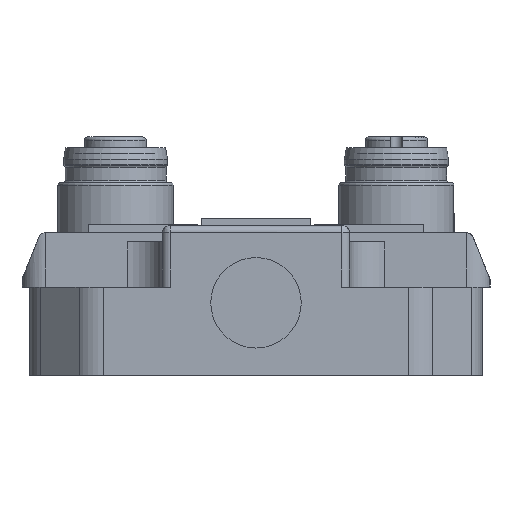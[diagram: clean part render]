
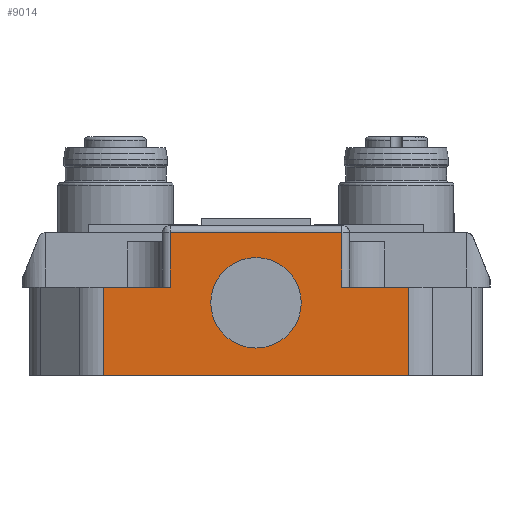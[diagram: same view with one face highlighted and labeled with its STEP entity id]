
A CAD part, left-side view. The second image highlights one B-rep face of the part: STEP entity #9014.
In plain terms, the highlighted planar face has unit normal (-1, 0, 0).
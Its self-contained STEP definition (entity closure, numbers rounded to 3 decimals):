
#721=FACE_BOUND($,#1570,.T.);
#987=FACE_OUTER_BOUND($,#1569,.T.);
#1569=EDGE_LOOP($,(#6318,#6319,#6320,#6321,#6322,#6323,#6324,#6325));
#1570=EDGE_LOOP($,(#6326));
#2421=CIRCLE($,#9608,5.8);
#2799=LINE($,#13382,#3511);
#2809=LINE($,#13417,#3521);
#2810=LINE($,#13419,#3522);
#2811=LINE($,#13421,#3523);
#2812=LINE($,#13423,#3524);
#2813=LINE($,#13425,#3525);
#2814=LINE($,#13427,#3526);
#2815=LINE($,#13428,#3527);
#3511=VECTOR($,#10628,39.);
#3521=VECTOR($,#10656,11.3);
#3522=VECTOR($,#10657,8.5);
#3523=VECTOR($,#10658,7.);
#3524=VECTOR($,#10659,22.);
#3525=VECTOR($,#10660,7.);
#3526=VECTOR($,#10661,8.5);
#3527=VECTOR($,#10662,11.3);
#4227=VERTEX_POINT($,#13379);
#4228=VERTEX_POINT($,#13381);
#4244=VERTEX_POINT($,#13416);
#4245=VERTEX_POINT($,#13418);
#4246=VERTEX_POINT($,#13420);
#4247=VERTEX_POINT($,#13422);
#4248=VERTEX_POINT($,#13424);
#4249=VERTEX_POINT($,#13426);
#4250=VERTEX_POINT($,#13429);
#5106=EDGE_CURVE($,#4227,#4228,#2799,.T.);
#5123=EDGE_CURVE($,#4244,#4227,#2809,.T.);
#5124=EDGE_CURVE($,#4245,#4244,#2810,.T.);
#5125=EDGE_CURVE($,#4246,#4245,#2811,.T.);
#5126=EDGE_CURVE($,#4247,#4246,#2812,.T.);
#5127=EDGE_CURVE($,#4248,#4247,#2813,.T.);
#5128=EDGE_CURVE($,#4248,#4249,#2814,.T.);
#5129=EDGE_CURVE($,#4249,#4228,#2815,.T.);
#5130=EDGE_CURVE($,#4250,#4250,#2421,.T.);
#6318=ORIENTED_EDGE($,*,*,#5123,.F.);
#6319=ORIENTED_EDGE($,*,*,#5124,.F.);
#6320=ORIENTED_EDGE($,*,*,#5125,.F.);
#6321=ORIENTED_EDGE($,*,*,#5126,.F.);
#6322=ORIENTED_EDGE($,*,*,#5127,.F.);
#6323=ORIENTED_EDGE($,*,*,#5128,.T.);
#6324=ORIENTED_EDGE($,*,*,#5129,.T.);
#6325=ORIENTED_EDGE($,*,*,#5106,.F.);
#6326=ORIENTED_EDGE($,*,*,#5130,.F.);
#8685=PLANE($,#9607);
#9014=ADVANCED_FACE($,(#987,#721),#8685,.T.);
#9607=AXIS2_PLACEMENT_3D($,#13415,#10654,#10655);
#9608=AXIS2_PLACEMENT_3D($,#13430,#10663,#10664);
#10628=DIRECTION($,(0.,1.,0.));
#10654=DIRECTION('center_axis',(-1.,0.,0.));
#10655=DIRECTION('ref_axis',(0.,-1.,0.));
#10656=DIRECTION($,(0.,0.,-1.));
#10657=DIRECTION($,(0.,-1.,0.));
#10658=DIRECTION($,(0.,0.,-1.));
#10659=DIRECTION($,(0.,-1.,0.));
#10660=DIRECTION($,(0.,0.,1.));
#10661=DIRECTION($,(0.,1.,0.));
#10662=DIRECTION($,(0.,0.,-1.));
#10663=DIRECTION('center_axis',(-1.,0.,0.));
#10664=DIRECTION('ref_axis',(0.,-1.,0.));
#13379=CARTESIAN_POINT('',(0.,-19.5,-9.3));
#13381=CARTESIAN_POINT('',(0.,19.5,-9.3));
#13382=CARTESIAN_POINT($,(0.,-19.5,-9.3));
#13415=CARTESIAN_POINT('Origin',(0.,-7.349,2.));
#13416=CARTESIAN_POINT('',(0.,-19.5,2.));
#13417=CARTESIAN_POINT($,(0.,-19.5,0.));
#13418=CARTESIAN_POINT('',(0.,-11.,2.));
#13419=CARTESIAN_POINT($,(0.,0.,2.));
#13420=CARTESIAN_POINT('',(0.,-11.,9.));
#13421=CARTESIAN_POINT($,(0.,-11.,9.));
#13422=CARTESIAN_POINT('',(0.,11.,9.));
#13423=CARTESIAN_POINT($,(0.,11.,9.));
#13424=CARTESIAN_POINT('',(0.,11.,2.));
#13425=CARTESIAN_POINT($,(0.,11.,2.));
#13426=CARTESIAN_POINT('',(0.,19.5,2.));
#13427=CARTESIAN_POINT($,(0.,0.,2.));
#13428=CARTESIAN_POINT($,(0.,19.5,0.));
#13429=CARTESIAN_POINT('',(0.,-5.8,0.));
#13430=CARTESIAN_POINT('Origin',(0.,0.,0.));
